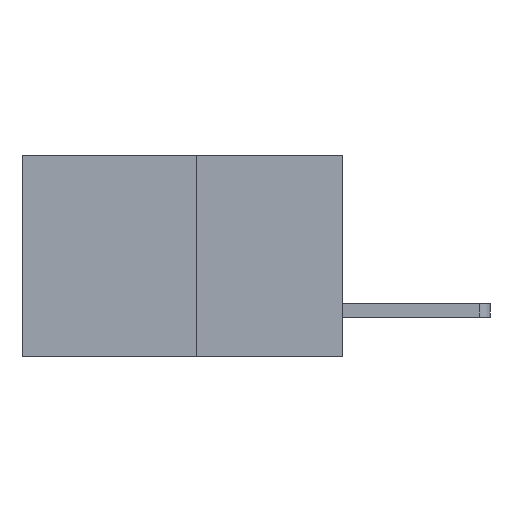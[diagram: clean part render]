
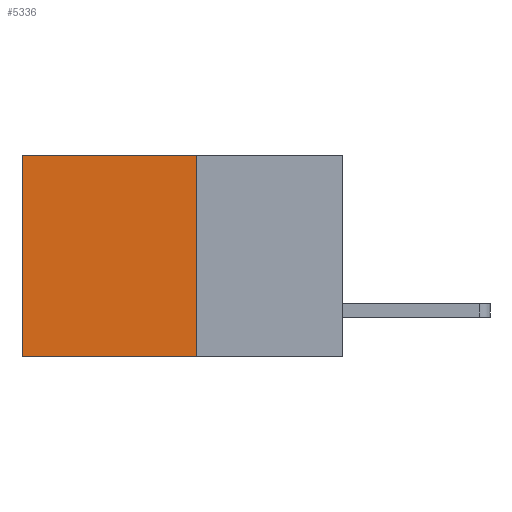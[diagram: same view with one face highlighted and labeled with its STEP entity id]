
A CAD part, left-side view. The second image highlights one B-rep face of the part: STEP entity #5336.
In plain terms, the highlighted planar face has unit normal (-1, 0, 0).
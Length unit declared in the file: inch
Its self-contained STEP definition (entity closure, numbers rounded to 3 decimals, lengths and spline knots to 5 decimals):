
#13 = LINE ( 'NONE', #3530, #4997 ) ;
#90 = VECTOR ( 'NONE', #1791, 39.37008 ) ;
#285 = EDGE_CURVE ( 'NONE', #5685, #939, #13, .T. ) ;
#305 = VECTOR ( 'NONE', #544, 39.37008 ) ;
#544 = DIRECTION ( 'NONE',  ( 0., 1., 0. ) ) ;
#779 = VERTEX_POINT ( 'NONE', #1564 ) ;
#939 = VERTEX_POINT ( 'NONE', #1790 ) ;
#1220 = DIRECTION ( 'NONE',  ( 0., 0., -1. ) ) ;
#1226 = DIRECTION ( 'NONE',  ( 0., 0., -1. ) ) ;
#1342 = CARTESIAN_POINT ( 'NONE',  ( 0.277, 0.27, -0.37 ) ) ;
#1564 = CARTESIAN_POINT ( 'NONE',  ( 0.277, 0.27, -0.37 ) ) ;
#1583 = EDGE_CURVE ( 'NONE', #5144, #5685, #7038, .T. ) ;
#1605 = EDGE_CURVE ( 'NONE', #5144, #779, #6843, .T. ) ;
#1790 = CARTESIAN_POINT ( 'NONE',  ( 0.277, 0.59, -0.37 ) ) ;
#1791 = DIRECTION ( 'NONE',  ( 0., 0., -1. ) ) ;
#1836 = CARTESIAN_POINT ( 'NONE',  ( 0.277, 0.59, 0. ) ) ;
#2821 = ORIENTED_EDGE ( 'NONE', *, *, #7078, .F. ) ;
#3530 = CARTESIAN_POINT ( 'NONE',  ( 0.277, 0.59, -0.37 ) ) ;
#3532 = VECTOR ( 'NONE', #5251, 39.37008 ) ;
#4406 = EDGE_LOOP ( 'NONE', ( #5266, #2821, #4723, #5086 ) ) ;
#4723 = ORIENTED_EDGE ( 'NONE', *, *, #1605, .F. ) ;
#4997 = VECTOR ( 'NONE', #1220, 39.37008 ) ;
#5086 = ORIENTED_EDGE ( 'NONE', *, *, #1583, .T. ) ;
#5144 = VERTEX_POINT ( 'NONE', #5479 ) ;
#5251 = DIRECTION ( 'NONE',  ( 0., 1., 0. ) ) ;
#5266 = ORIENTED_EDGE ( 'NONE', *, *, #285, .T. ) ;
#5336 = ADVANCED_FACE ( 'NONE', ( #5956 ), #6508, .F. ) ;
#5364 = LINE ( 'NONE', #8052, #3532 ) ;
#5479 = CARTESIAN_POINT ( 'NONE',  ( 0.277, 0.27, 0. ) ) ;
#5685 = VERTEX_POINT ( 'NONE', #1836 ) ;
#5904 = CARTESIAN_POINT ( 'NONE',  ( 0.277, 0.27, 0. ) ) ;
#5956 = FACE_OUTER_BOUND ( 'NONE', #4406, .T. ) ;
#6450 = DIRECTION ( 'NONE',  ( 1., 0., 0. ) ) ;
#6508 = PLANE ( 'NONE',  #7281 ) ;
#6843 = LINE ( 'NONE', #1342, #90 ) ;
#7038 = LINE ( 'NONE', #5904, #305 ) ;
#7078 = EDGE_CURVE ( 'NONE', #779, #939, #5364, .T. ) ;
#7281 = AXIS2_PLACEMENT_3D ( 'NONE', #8008, #6450, #1226 ) ;
#8008 = CARTESIAN_POINT ( 'NONE',  ( 0.277, 0.27, -0.37 ) ) ;
#8052 = CARTESIAN_POINT ( 'NONE',  ( 0.277, 0.27, -0.37 ) ) ;
